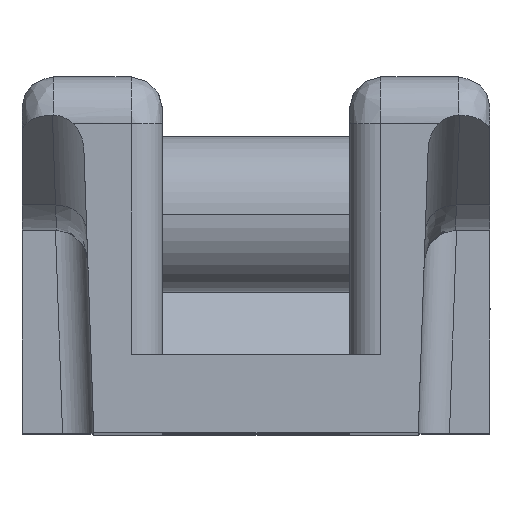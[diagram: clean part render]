
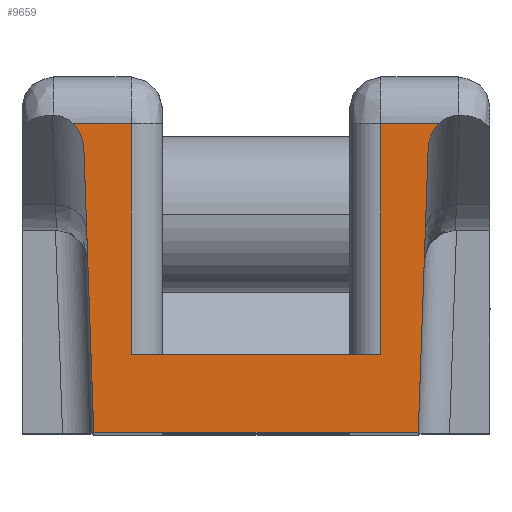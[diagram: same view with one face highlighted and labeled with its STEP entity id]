
A CAD part, top view. The second image highlights one B-rep face of the part: STEP entity #9659.
In plain terms, the highlighted planar face has unit normal (0, 0, 1).
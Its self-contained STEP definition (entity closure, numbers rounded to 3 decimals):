
#919=DIRECTION('',(-1.,0.,0.));
#920=VECTOR('',#919,1.862);
#921=CARTESIAN_POINT('',(5.862,9.9,23.));
#922=LINE('',#921,#920);
#938=DIRECTION('',(-1.,0.,0.));
#939=VECTOR('',#938,1.862);
#940=CARTESIAN_POINT('',(-4.,9.9,23.));
#941=LINE('',#940,#939);
#948=CARTESIAN_POINT('',(5.517,9.069,23.));
#949=CARTESIAN_POINT('',(5.522,9.23,23.));
#950=CARTESIAN_POINT('',(5.589,9.528,23.));
#951=CARTESIAN_POINT('',(5.749,9.786,23.));
#952=CARTESIAN_POINT('',(5.862,9.9,23.));
#1125=DIRECTION('',(0.,-1.,0.));
#1126=VECTOR('',#1125,7.4);
#1127=CARTESIAN_POINT('',(4.,9.9,23.));
#1128=LINE('',#1127,#1126);
#1129=DIRECTION('',(0.035,0.999,0.));
#1130=VECTOR('',#1129,9.074);
#1131=CARTESIAN_POINT('',(5.2,0.,23.));
#1132=LINE('',#1131,#1130);
#1133=DIRECTION('',(1.,0.,0.));
#1134=VECTOR('',#1133,10.4);
#1135=CARTESIAN_POINT('',(-5.2,0.,23.));
#1136=LINE('',#1135,#1134);
#1137=DIRECTION('',(-0.035,0.999,0.));
#1138=VECTOR('',#1137,9.074);
#1139=CARTESIAN_POINT('',(-5.2,0.,23.));
#1140=LINE('',#1139,#1138);
#1141=DIRECTION('',(0.,1.,0.));
#1142=VECTOR('',#1141,7.4);
#1143=CARTESIAN_POINT('',(-4.,2.5,23.));
#1144=LINE('',#1143,#1142);
#1912=CARTESIAN_POINT('',(-5.862,9.9,23.));
#1913=CARTESIAN_POINT('',(-5.749,9.786,23.));
#1914=CARTESIAN_POINT('',(-5.589,9.528,23.));
#1915=CARTESIAN_POINT('',(-5.522,9.23,23.));
#1916=CARTESIAN_POINT('',(-5.517,9.069,23.));
#1980=DIRECTION('',(-1.,0.,0.));
#1981=VECTOR('',#1980,8.);
#1982=CARTESIAN_POINT('',(4.,2.5,23.));
#1983=LINE('',#1982,#1981);
#7207=CARTESIAN_POINT('',(-5.2,0.,23.));
#7208=CARTESIAN_POINT('',(5.2,0.,23.));
#7209=VERTEX_POINT('',#7207);
#7210=VERTEX_POINT('',#7208);
#7229=CARTESIAN_POINT('',(5.517,9.069,23.));
#7231=VERTEX_POINT('',#7229);
#7275=CARTESIAN_POINT('',(-5.517,9.069,23.));
#7277=VERTEX_POINT('',#7275);
#7293=VERTEX_POINT('',#1912);
#7295=VERTEX_POINT('',#952);
#7453=CARTESIAN_POINT('',(4.,9.9,23.));
#7454=CARTESIAN_POINT('',(4.,2.5,23.));
#7455=VERTEX_POINT('',#7453);
#7456=VERTEX_POINT('',#7454);
#7573=CARTESIAN_POINT('',(-4.,9.9,23.));
#7574=VERTEX_POINT('',#7573);
#7577=CARTESIAN_POINT('',(-4.,2.5,23.));
#7578=VERTEX_POINT('',#7577);
#9637=CARTESIAN_POINT('',(0.,0.,23.));
#9638=DIRECTION('',(0.,0.,1.));
#9639=DIRECTION('',(1.,0.,0.));
#9640=AXIS2_PLACEMENT_3D('',#9637,#9638,#9639);
#9641=PLANE('',#9640);
#9643=ORIENTED_EDGE('',*,*,#9642,.F.);
#9644=ORIENTED_EDGE('',*,*,#9340,.F.);
#9645=ORIENTED_EDGE('',*,*,#9377,.F.);
#9646=ORIENTED_EDGE('',*,*,#9472,.F.);
#9647=ORIENTED_EDGE('',*,*,#8651,.F.);
#9649=ORIENTED_EDGE('',*,*,#9648,.T.);
#9651=ORIENTED_EDGE('',*,*,#9650,.F.);
#9652=ORIENTED_EDGE('',*,*,#9358,.F.);
#9654=ORIENTED_EDGE('',*,*,#9653,.F.);
#9656=ORIENTED_EDGE('',*,*,#9655,.F.);
#9657=EDGE_LOOP('',(#9643,#9644,#9645,#9646,#9647,#9649,#9651,#9652,#9654,
#9656));
#9658=FACE_OUTER_BOUND('',#9657,.F.);
#9659=ADVANCED_FACE('',(#9658),#9641,.T.);
#953=B_SPLINE_CURVE_WITH_KNOTS('',3,(#948,#949,#950,#951,#952),.UNSPECIFIED.,
.F.,.F.,(4,1,4),(0.,0.5,1.),.UNSPECIFIED.);
#1917=B_SPLINE_CURVE_WITH_KNOTS('',3,(#1912,#1913,#1914,#1915,#1916),
.UNSPECIFIED.,.F.,.F.,(4,1,4),(0.,0.5,1.),.UNSPECIFIED.);
#8651=EDGE_CURVE('',#7209,#7210,#1136,.T.);
#9340=EDGE_CURVE('',#7295,#7455,#922,.T.);
#9358=EDGE_CURVE('',#7574,#7293,#941,.T.);
#9377=EDGE_CURVE('',#7231,#7295,#953,.T.);
#9472=EDGE_CURVE('',#7210,#7231,#1132,.T.);
#9642=EDGE_CURVE('',#7455,#7456,#1128,.T.);
#9648=EDGE_CURVE('',#7209,#7277,#1140,.T.);
#9650=EDGE_CURVE('',#7293,#7277,#1917,.T.);
#9653=EDGE_CURVE('',#7578,#7574,#1144,.T.);
#9655=EDGE_CURVE('',#7456,#7578,#1983,.T.);
